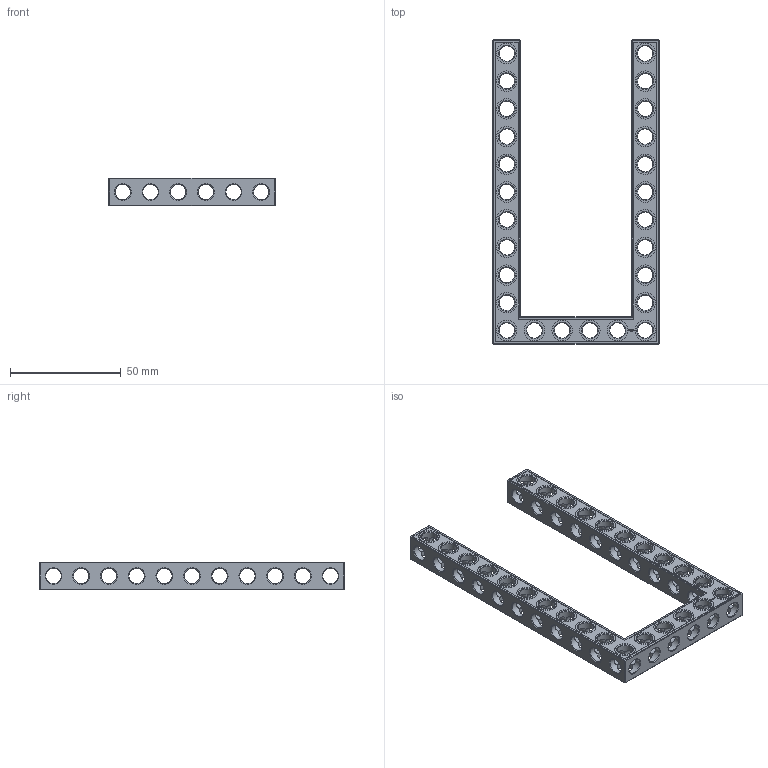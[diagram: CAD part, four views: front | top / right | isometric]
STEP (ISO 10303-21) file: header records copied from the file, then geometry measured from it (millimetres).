
FILE_DESCRIPTION(('FreeCAD Model'),'2;1');
FILE_NAME('Open CASCADE Shape Model','2022-02-23T18:28:44',( 'Paulo Kiefe'),('STEMFIE.org'),'Open CASCADE STEP processor 7.5', 'FreeCAD','Unknown');
FILE_SCHEMA(('AUTOMOTIVE_DESIGN { 1 0 10303 214 1 1 1 1 }'));
Products named in the file (1): Beam AGD ESS USH SYM BU06x11x01 - SPN-BEM-0367 (stemfie.org)
Bounding box: 75 x 137.5 x 12.5 mm (x, y, z)
Volume: 25409.5 mm3; surface area: 22751.9 mm2
Topology: 1 solids, 1 shells, 832 faces, 2476 edges, 1601 vertices
Faces by surface type: plane 399, extrusion 170, cylinder 157, cone 106
Full cylindrical faces by diameter (mm): 6.98 x24, 7 x107, 9.2 x26
Entity records: 165220 total; most frequent: CARTESIAN_POINT 118997, DIRECTION 7378, ORIENTED_EDGE 4952, PCURVE 4952, DEFINITIONAL_REPRESENTATION 4952, VECTOR 4946, LINE 4776, EDGE_CURVE 2476
